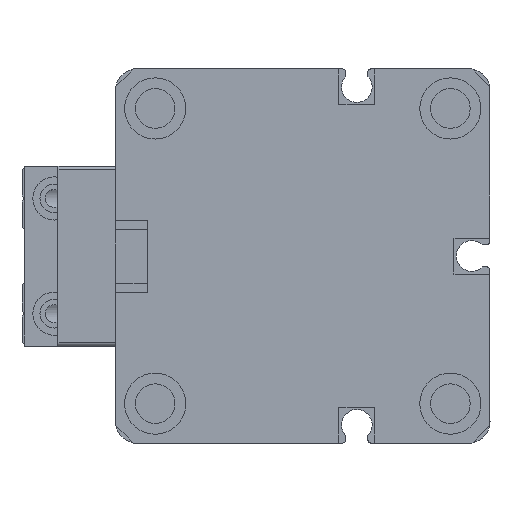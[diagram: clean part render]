
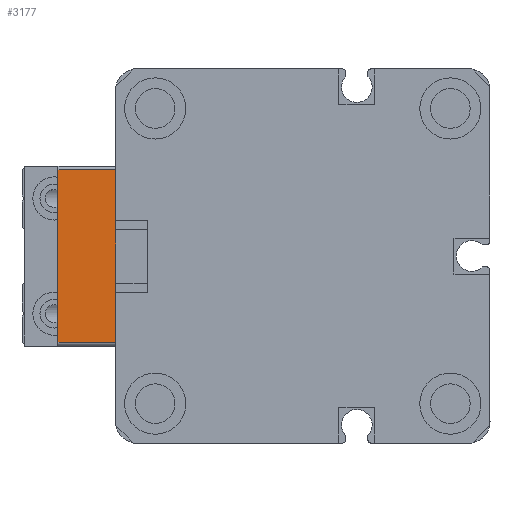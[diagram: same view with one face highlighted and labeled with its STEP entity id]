
A CAD part, left-side view. The second image highlights one B-rep face of the part: STEP entity #3177.
In plain terms, the highlighted planar face has unit normal (-1, 0, 0).
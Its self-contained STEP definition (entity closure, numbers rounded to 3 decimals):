
#1214 = EDGE_CURVE ( 'NONE', #7287, #7749, #10682, .T. ) ;
#1238 = EDGE_CURVE ( 'NONE', #7211, #7749, #10711, .T. ) ;
#1264 = EDGE_CURVE ( 'NONE', #7739, #7211, #10762, .T. ) ;
#1293 = EDGE_CURVE ( 'NONE', #7739, #7287, #10804, .T. ) ;
#2042 = AXIS2_PLACEMENT_3D ( 'NONE', #11061, #11050, #11048 ) ;
#2135 = ORIENTED_EDGE ( 'NONE', *, *, #1238, .T. ) ;
#2168 = ORIENTED_EDGE ( 'NONE', *, *, #1214, .F. ) ;
#2181 = ORIENTED_EDGE ( 'NONE', *, *, #1264, .T. ) ;
#2182 = ORIENTED_EDGE ( 'NONE', *, *, #1293, .F. ) ;
#3177 = ADVANCED_FACE ( 'NONE', ( #10867 ), #11052, .F. ) ;
#4478 = CARTESIAN_POINT ( 'NONE',  ( 71., -199.153, 0. ) ) ;
#4590 = CARTESIAN_POINT ( 'NONE',  ( 71., -223.153, 8. ) ) ;
#4885 = CARTESIAN_POINT ( 'NONE',  ( 71., -199.153, 8. ) ) ;
#4886 = CARTESIAN_POINT ( 'NONE',  ( 71., -223.153, 0. ) ) ;
#7211 = VERTEX_POINT ( 'NONE', #4478 ) ;
#7287 = VERTEX_POINT ( 'NONE', #4590 ) ;
#7739 = VERTEX_POINT ( 'NONE', #4885 ) ;
#7749 = VERTEX_POINT ( 'NONE', #4886 ) ;
#10676 = VECTOR ( 'NONE', #11544, 1000. ) ;
#10682 = LINE ( 'NONE', #11578, #10676 ) ;
#10711 = LINE ( 'NONE', #11454, #10715 ) ;
#10715 = VECTOR ( 'NONE', #11453, 1000. ) ;
#10758 = VECTOR ( 'NONE', #11379, 1000. ) ;
#10762 = LINE ( 'NONE', #11390, #10758 ) ;
#10804 = LINE ( 'NONE', #11272, #10805 ) ;
#10805 = VECTOR ( 'NONE', #11271, 1000. ) ;
#10867 = FACE_OUTER_BOUND ( 'NONE', #11738, .T. ) ;
#11048 = DIRECTION ( 'NONE',  ( 0., 0., -1. ) ) ;
#11050 = DIRECTION ( 'NONE',  ( 1., 0., 0. ) ) ;
#11052 = PLANE ( 'NONE',  #2042 ) ;
#11061 = CARTESIAN_POINT ( 'NONE',  ( 71., -199.153, 8. ) ) ;
#11271 = DIRECTION ( 'NONE',  ( 0., -1., 0. ) ) ;
#11272 = CARTESIAN_POINT ( 'NONE',  ( 71., -199.153, 8. ) ) ;
#11379 = DIRECTION ( 'NONE',  ( 0., 0., -1. ) ) ;
#11390 = CARTESIAN_POINT ( 'NONE',  ( 71., -199.153, 8. ) ) ;
#11453 = DIRECTION ( 'NONE',  ( 0., -1., 0. ) ) ;
#11454 = CARTESIAN_POINT ( 'NONE',  ( 71., -199.153, 0. ) ) ;
#11544 = DIRECTION ( 'NONE',  ( 0., 0., -1. ) ) ;
#11578 = CARTESIAN_POINT ( 'NONE',  ( 71., -223.153, 8. ) ) ;
#11738 = EDGE_LOOP ( 'NONE', ( #2135, #2168, #2182, #2181 ) ) ;
